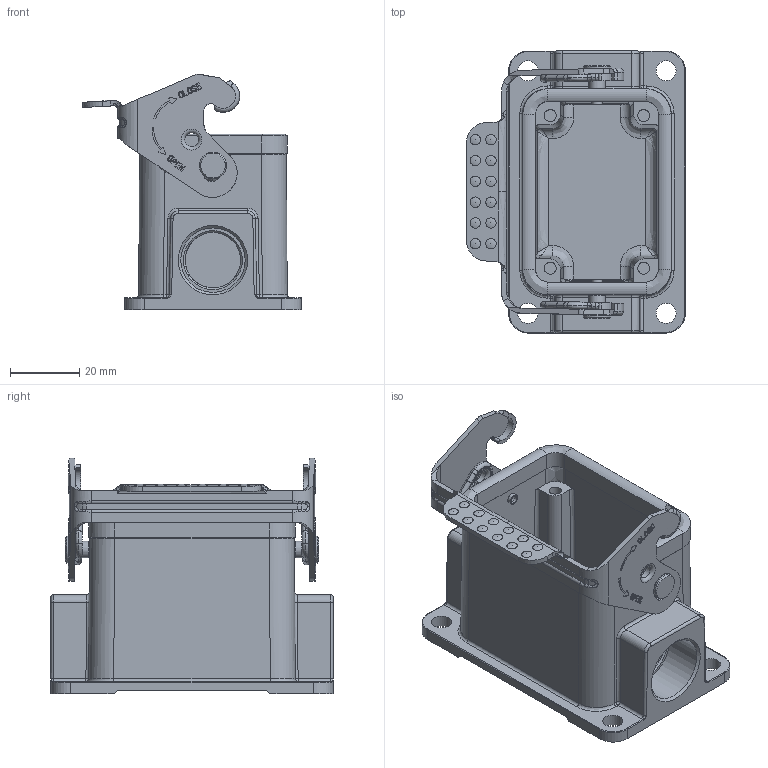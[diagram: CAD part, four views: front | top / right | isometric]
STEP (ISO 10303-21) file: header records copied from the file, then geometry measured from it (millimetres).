
FILE_DESCRIPTION(/* description */ (''),/* implementation_level */ '2;1');
FILE_NAME(/* name */ 'H6B-SF-1L-XXX.stp',/* time_stamp */ '2022-09-04T09:14:14+08:00',/* author */ (''),/* organization */ (''),/* preprocessor_version */ 'ST-DEVELOPER v16',/* originating_system */ 'SIEMENS PLM Software NX 10.0',/* authorisation */ '');
FILE_SCHEMA (('AUTOMOTIVE_DESIGN { 1 0 10303 214 3 1 1 1 }'));
Products named in the file (1): Admi14A87516cph1
Bounding box: 63.08 x 81.4 x 67.93 mm (x, y, z)
Surface area: 38219.2 mm2 (no closed solid volume)
Topology: 0 solids, 919 shells, 919 faces, 4596 edges, 4502 vertices
Faces by surface type: plane 345, cylinder 301, torus 120, bspline 112, extrusion 28, cone 9, sphere 4
Full cylindrical faces by diameter (mm): 2 x12, 2.3 x2, 3 x2, 3.5 x4, 4 x2, 4.8 x2, 5 x2, 5.8 x4, 7 x2, 7.8 x2, 16 x1, 18.6 x1, 18.7 x1
Entity records: 64380 total; most frequent: CARTESIAN_POINT 23306, DIRECTION 6600, VERTEX_POINT 4470, ORIENTED_EDGE 4458, EDGE_CURVE 4458, AXIS2_PLACEMENT_3D 2206, VECTOR 2188, LINE 2160
